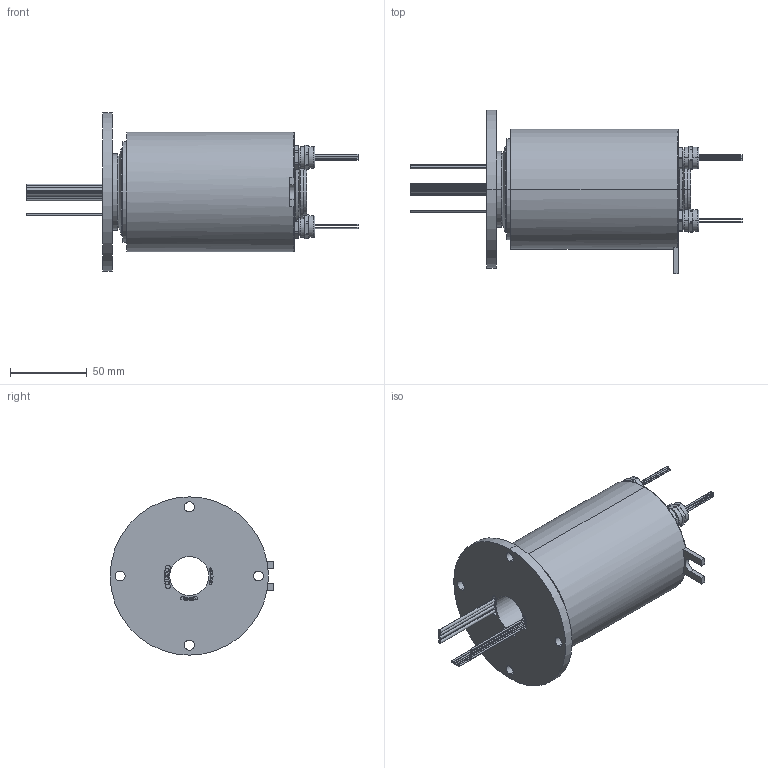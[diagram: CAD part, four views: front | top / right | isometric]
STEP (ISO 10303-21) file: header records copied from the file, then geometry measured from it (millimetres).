
FILE_DESCRIPTION (( 'STEP AP214' ), '1' );
FILE_NAME ('525-0604-1E100-F-SS Rev A.STEP', '2022-06-17T16:16:24', ( 'home' ), ( '' ), 'SwSTEP 2.0', 'SolidWorks 2020', '' );
FILE_SCHEMA (( 'AUTOMOTIVE_DESIGN' ));
Length unit declared in the file: millimetre
Products named in the file (3): Part1; 525-0604-1E100-F-SS Rev A; 525-0604-1E-F-SS Rev A
Assembly tree (2 placements, depth 2):
  525-0604-1E100-F-SS Rev A
    525-0604-1E-F-SS Rev A
    Part1
Bounding box: 216 x 106.5 x 103 mm (x, y, z)
Volume: 539955.1 mm3; surface area: 78377.3 mm2
Topology: 26 solids, 29 shells, 570 faces, 1336 edges, 866 vertices
Faces by surface type: cylinder 258, plane 255, cone 42, torus 15
Entity records: 22042 total; most frequent: DIRECTION 3073, CARTESIAN_POINT 3003, ORIENTED_EDGE 2672, EDGE_CURVE 1336, AXIS2_PLACEMENT_3D 1236, VERTEX_POINT 866, CIRCLE 661, EDGE_LOOP 644
